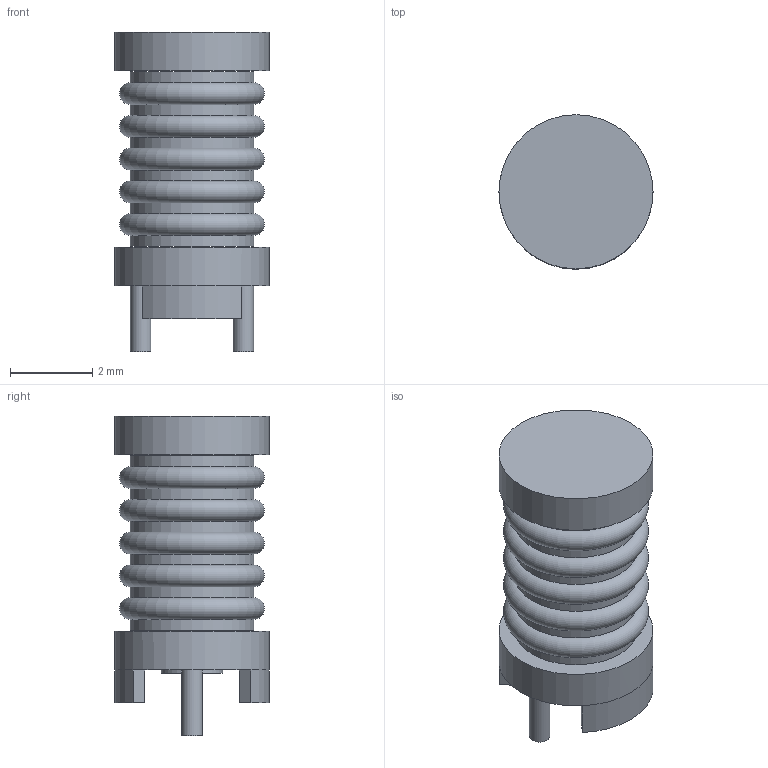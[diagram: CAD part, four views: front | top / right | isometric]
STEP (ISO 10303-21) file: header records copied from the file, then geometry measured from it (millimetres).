
FILE_DESCRIPTION(('FreeCAD Model'),'2;1');
FILE_NAME('Open CASCADE Shape Model','2025-11-24T22:18:50',(''),(''), 'Open CASCADE STEP processor 7.8','FreeCAD','Unknown');
FILE_SCHEMA(('AUTOMOTIVE_DESIGN { 1 0 10303 214 1 1 1 1 }'));
Length unit declared in the file: millimetre
Products named in the file (1): Fusion
Bounding box: 3.75 x 3.75 x 7.78 mm (x, y, z)
Volume: 58.6 mm3; surface area: 151.7 mm2
Topology: 1 solids, 1 shells, 37 faces, 70 edges, 42 vertices
Faces by surface type: cylinder 17, plane 15, torus 5
Full cylindrical faces by diameter (mm): 0.5 x2, 0.75 x2, 1.5 x1, 3 x6, 3.75 x2
Entity records: 1149 total; most frequent: DIRECTION 187, CARTESIAN_POINT 150, ORIENTED_EDGE 140, AXIS2_PLACEMENT_3D 79, EDGE_CURVE 70, FACE_BOUND 44, EDGE_LOOP 44, VERTEX_POINT 42
